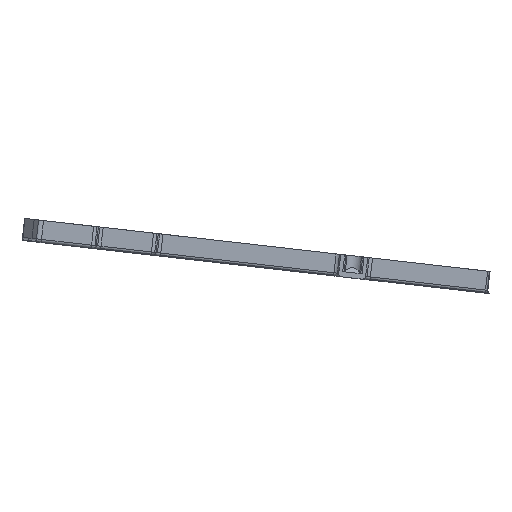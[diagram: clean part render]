
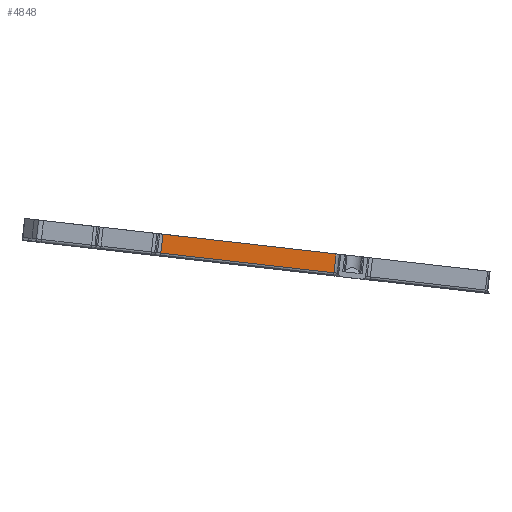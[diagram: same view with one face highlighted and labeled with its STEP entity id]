
A CAD part, front view. The second image highlights one B-rep face of the part: STEP entity #4848.
In plain terms, the highlighted planar face has unit normal (0, -1, 0).
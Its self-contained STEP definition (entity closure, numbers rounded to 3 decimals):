
#117=PLANE('',#5457);
#638=VECTOR('',#5893,1.);
#825=VECTOR('',#6713,1.);
#842=VECTOR('',#6791,1.);
#843=VECTOR('',#6793,1.);
#975=LINE('',#7598,#638);
#1162=LINE('',#9452,#825);
#1179=LINE('',#9536,#842);
#1180=LINE('',#9538,#843);
#1394=VERTEX_POINT('',#7597);
#1395=VERTEX_POINT('',#7599);
#1682=VERTEX_POINT('',#9439);
#1685=VERTEX_POINT('',#9448);
#1900=EDGE_CURVE('',#1395,#1394,#975,.T.);
#2367=EDGE_CURVE('',#1682,#1685,#1162,.T.);
#2405=EDGE_CURVE('',#1685,#1394,#1179,.T.);
#2406=EDGE_CURVE('',#1395,#1682,#1180,.T.);
#3471=ORIENTED_EDGE('',*,*,#2367,.F.);
#3472=ORIENTED_EDGE('',*,*,#2406,.F.);
#3473=ORIENTED_EDGE('',*,*,#1900,.T.);
#3474=ORIENTED_EDGE('',*,*,#2405,.F.);
#4232=EDGE_LOOP('',(#3471,#3472,#3473,#3474));
#4548=FACE_BOUND('',#4232,.T.);
#4848=ADVANCED_FACE('',(#4548),#117,.T.);
#5457=AXIS2_PLACEMENT_3D('',#9537,#6792,$);
#5893=DIRECTION('',(-0.994,0.,0.113));
#6713=DIRECTION('',(-0.994,0.,0.113));
#6791=DIRECTION('',(0.113,0.,0.994));
#6792=DIRECTION('',(0.,-1.,0.));
#6793=DIRECTION('',(-0.113,0.,-0.994));
#7597=CARTESIAN_POINT('',(115.482,89.748,20.288));
#7598=CARTESIAN_POINT('',(170.228,89.748,14.05));
#7599=CARTESIAN_POINT('',(170.228,89.748,14.05));
#9439=CARTESIAN_POINT('',(169.549,89.748,8.089));
#9448=CARTESIAN_POINT('',(114.803,89.748,14.326));
#9452=CARTESIAN_POINT('',(169.549,89.748,8.089));
#9536=CARTESIAN_POINT('',(114.803,89.748,14.326));
#9537=CARTESIAN_POINT('',(171.718,89.748,13.88));
#9538=CARTESIAN_POINT('',(170.228,89.748,14.05));
